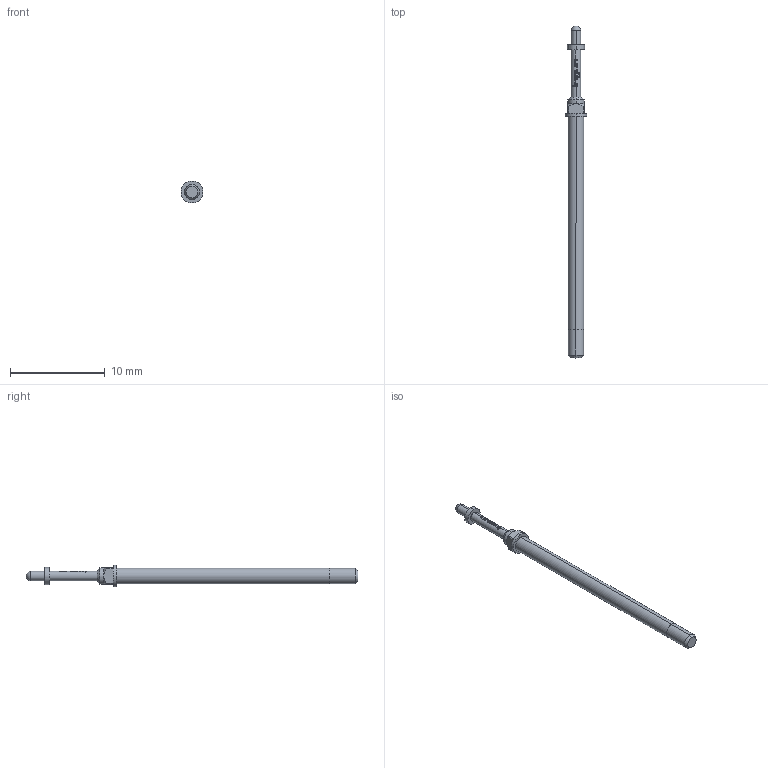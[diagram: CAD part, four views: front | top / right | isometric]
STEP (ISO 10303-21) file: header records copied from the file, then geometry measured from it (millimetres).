
FILE_DESCRIPTION (( 'STEP AP203' ), '1' );
FILE_NAME ('INGUN_T-112_305_100_200_180_X_xx02_M_0.STEP', '2019-02-28T10:45:20', ( '' ), ( '' ), 'SwSTEP 2.0', 'SolidWorks 2018', '' );
FILE_SCHEMA (( 'CONFIG_CONTROL_DESIGN' ));
Length unit declared in the file: millimetre
Products named in the file (1): INGUN_T-112_305_100_200_180_X_xx02_M_0
Bounding box: 2.3 x 35 x 2.3 mm (x, y, z)
Volume: 66.1 mm3; surface area: 178.4 mm2
Topology: 1 solids, 1 shells, 110 faces, 298 edges, 194 vertices
Faces by surface type: bspline 56, cylinder 24, plane 19, cone 10, sphere 1
Entity records: 4564 total; most frequent: CARTESIAN_POINT 2288, ORIENTED_EDGE 590, EDGE_CURVE 295, DIRECTION 235, B_SPLINE_CURVE_WITH_KNOTS 212, VERTEX_POINT 192, EDGE_LOOP 115, ADVANCED_FACE 110
